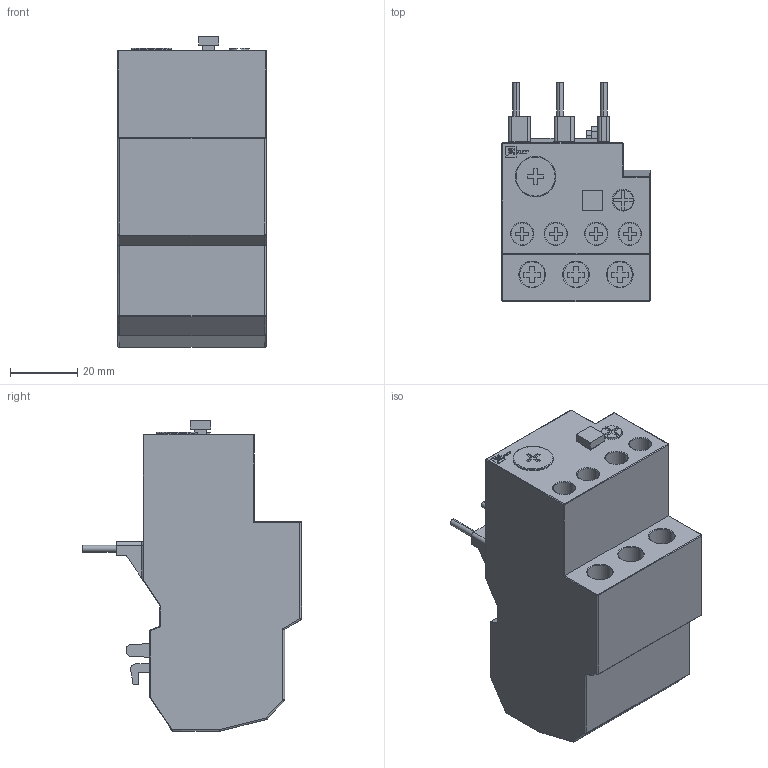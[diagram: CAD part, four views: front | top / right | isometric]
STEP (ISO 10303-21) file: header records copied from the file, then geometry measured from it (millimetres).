
FILE_DESCRIPTION (( 'STEP AP214' ), '1' );
FILE_NAME ('Ðåëå òåïëîâîå ÐÒÝ-1314 (rel-1314-7-10).STEP', '2018-09-27T06:52:10', ( '' ), ( '' ), 'SwSTEP 2.0', 'SolidWorks 2017', '' );
FILE_SCHEMA (( 'AUTOMOTIVE_DESIGN' ));
Length unit declared in the file: millimetre
Products named in the file (1): Ðåëå òåïëîâîå ÐÒÝ-1314 (rel-1314-7-10)
Bounding box: 44 x 65 x 92.2 mm (x, y, z)
Volume: 144364.6 mm3; surface area: 20557.1 mm2
Topology: 1 solids, 1 shells, 414 faces, 1050 edges, 663 vertices
Faces by surface type: plane 249, cylinder 108, torus 24, bspline 22, sphere 11
Entity records: 12842 total; most frequent: CARTESIAN_POINT 2952, ORIENTED_EDGE 2082, DIRECTION 1973, EDGE_CURVE 1041, LINE 757, VECTOR 757, VERTEX_POINT 663, AXIS2_PLACEMENT_3D 608
